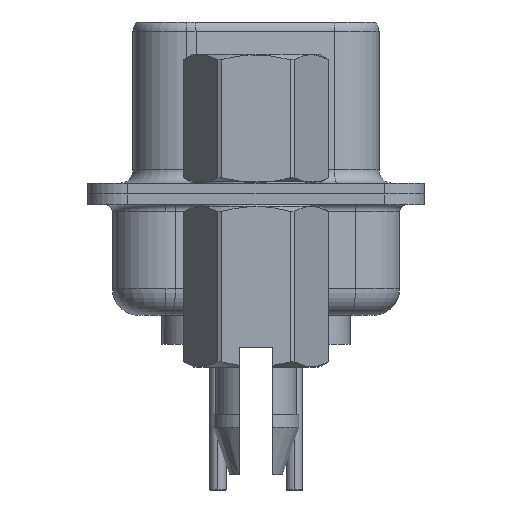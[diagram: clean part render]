
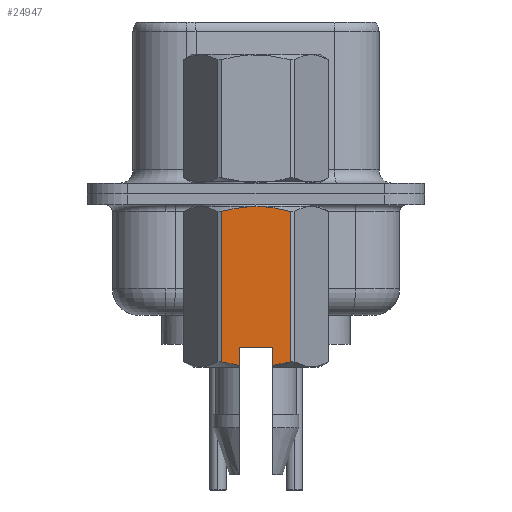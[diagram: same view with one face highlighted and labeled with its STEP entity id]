
A CAD part, left-side view. The second image highlights one B-rep face of the part: STEP entity #24947.
In plain terms, the highlighted planar face has unit normal (-1, 0, 0).
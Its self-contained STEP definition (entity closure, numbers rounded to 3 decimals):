
#925 = CARTESIAN_POINT ( 'NONE',  ( -2.381, 1.273, -0.652 ) ) ;
#950 = CARTESIAN_POINT ( 'NONE',  ( -2.381, -1.273, -0.652 ) ) ;
#1166 = CARTESIAN_POINT ( 'NONE',  ( -2.381, 1.273, -6.248 ) ) ;
#1199 = VERTEX_POINT ( 'NONE', #1166 ) ;
#1337 = LINE ( 'NONE', #29725, #28820 ) ;
#2279 = VERTEX_POINT ( 'NONE', #16041 ) ;
#2395 = CARTESIAN_POINT ( 'NONE',  ( -2.381, -0.625, -5.7 ) ) ;
#2580 = VERTEX_POINT ( 'NONE', #3144 ) ;
#2798 = CARTESIAN_POINT ( 'NONE',  ( -2.381, -1.273, -6.248 ) ) ;
#3144 = CARTESIAN_POINT ( 'NONE',  ( -2.381, 0., -0.468 ) ) ;
#3731 = B_SPLINE_CURVE_WITH_KNOTS ( 'NONE', 3,
 ( #26736, #12231, #22145, #2798 ),
 .UNSPECIFIED., .F., .F.,
 ( 4, 4 ),
 ( 0.003, 0.004 ),
 .UNSPECIFIED. ) ;
#4020 = CARTESIAN_POINT ( 'NONE',  ( -2.381, -0.428, -0.485 ) ) ;
#5178 = EDGE_CURVE ( 'NONE', #22672, #1199, #11791, .T. ) ;
#5476 = CARTESIAN_POINT ( 'NONE',  ( -2.381, -1.273, -6.248 ) ) ;
#6099 = LINE ( 'NONE', #14273, #22764 ) ;
#6385 = CARTESIAN_POINT ( 'NONE',  ( -2.381, -1.065, -0.596 ) ) ;
#6555 = DIRECTION ( 'NONE',  ( 0., 0., 1. ) ) ;
#8317 = DIRECTION ( 'NONE',  ( 0., 0., -1. ) ) ;
#9011 = DIRECTION ( 'NONE',  ( -1., 0., 0. ) ) ;
#9174 = ORIENTED_EDGE ( 'NONE', *, *, #5178, .T. ) ;
#9325 = CARTESIAN_POINT ( 'NONE',  ( -2.381, 1.273, -6.248 ) ) ;
#9485 = CARTESIAN_POINT ( 'NONE',  ( -2.381, 0.625, -6.385 ) ) ;
#9522 = VERTEX_POINT ( 'NONE', #29084 ) ;
#9578 = CARTESIAN_POINT ( 'NONE',  ( -2.381, 0., -0.468 ) ) ;
#9733 = CARTESIAN_POINT ( 'NONE',  ( -2.381, 0.858, -0.55 ) ) ;
#11791 = LINE ( 'NONE', #25664, #21342 ) ;
#12231 = CARTESIAN_POINT ( 'NONE',  ( -2.381, -0.842, -6.354 ) ) ;
#12659 = ORIENTED_EDGE ( 'NONE', *, *, #17170, .T. ) ;
#12763 = EDGE_CURVE ( 'NONE', #9522, #16154, #3731, .T. ) ;
#13118 = EDGE_CURVE ( 'NONE', #31125, #2580, #26670, .T. ) ;
#13490 = CARTESIAN_POINT ( 'NONE',  ( -2.381, -1.273, -0.652 ) ) ;
#13636 = CARTESIAN_POINT ( 'NONE',  ( -2.381, -0.215, -0.468 ) ) ;
#13725 = EDGE_CURVE ( 'NONE', #1199, #28234, #15724, .T. ) ;
#13917 = FACE_OUTER_BOUND ( 'NONE', #30521, .T. ) ;
#14273 = CARTESIAN_POINT ( 'NONE',  ( -2.381, -1.273, 0.581 ) ) ;
#14361 = ORIENTED_EDGE ( 'NONE', *, *, #28672, .T. ) ;
#14618 = ORIENTED_EDGE ( 'NONE', *, *, #24270, .F. ) ;
#15724 = B_SPLINE_CURVE_WITH_KNOTS ( 'NONE', 3,
 ( #9325, #31108, #18935, #9485 ),
 .UNSPECIFIED., .F., .F.,
 ( 4, 4 ),
 ( 0.001, 0.002 ),
 .UNSPECIFIED. ) ;
#16002 = CARTESIAN_POINT ( 'NONE',  ( -2.381, -0.853, -0.549 ) ) ;
#16041 = CARTESIAN_POINT ( 'NONE',  ( -2.381, 0.625, -5.7 ) ) ;
#16154 = VERTEX_POINT ( 'NONE', #5476 ) ;
#16566 = LINE ( 'NONE', #2395, #29062 ) ;
#16978 = VECTOR ( 'NONE', #8317, 1000. ) ;
#17170 = EDGE_CURVE ( 'NONE', #2580, #22672, #17905, .T. ) ;
#17800 = ORIENTED_EDGE ( 'NONE', *, *, #28275, .T. ) ;
#17905 = B_SPLINE_CURVE_WITH_KNOTS ( 'NONE', 3,
 ( #9578, #26923, #19186, #9733, #19345, #925 ),
 .UNSPECIFIED., .F., .F.,
 ( 4, 2, 4 ),
 ( 0.004, 0.004, 0.005 ),
 .UNSPECIFIED. ) ;
#17916 = CARTESIAN_POINT ( 'NONE',  ( -2.381, 0.625, -6.385 ) ) ;
#18473 = PLANE ( 'NONE',  #26525 ) ;
#18704 = DIRECTION ( 'NONE',  ( 0., 0., -1. ) ) ;
#18935 = CARTESIAN_POINT ( 'NONE',  ( -2.381, 0.845, -6.353 ) ) ;
#19186 = CARTESIAN_POINT ( 'NONE',  ( -2.381, 0.432, -0.485 ) ) ;
#19345 = CARTESIAN_POINT ( 'NONE',  ( -2.381, 1.066, -0.596 ) ) ;
#19477 = CARTESIAN_POINT ( 'NONE',  ( -2.381, 1.273, -0.652 ) ) ;
#21342 = VECTOR ( 'NONE', #18704, 1000. ) ;
#21586 = ORIENTED_EDGE ( 'NONE', *, *, #22278, .F. ) ;
#22145 = CARTESIAN_POINT ( 'NONE',  ( -2.381, -1.06, -6.306 ) ) ;
#22278 = EDGE_CURVE ( 'NONE', #31091, #2279, #16566, .T. ) ;
#22537 = ORIENTED_EDGE ( 'NONE', *, *, #13118, .T. ) ;
#22672 = VERTEX_POINT ( 'NONE', #19477 ) ;
#22764 = VECTOR ( 'NONE', #6555, 1000. ) ;
#23220 = CARTESIAN_POINT ( 'NONE',  ( -2.381, 0., -0.468 ) ) ;
#24270 = EDGE_CURVE ( 'NONE', #2279, #28234, #24561, .T. ) ;
#24561 = LINE ( 'NONE', #27235, #16978 ) ;
#24947 = ADVANCED_FACE ( 'NONE', ( #13917 ), #18473, .T. ) ;
#25196 = CARTESIAN_POINT ( 'NONE',  ( -2.381, -0.625, -5.7 ) ) ;
#25664 = CARTESIAN_POINT ( 'NONE',  ( -2.381, 1.273, 0.581 ) ) ;
#26049 = CARTESIAN_POINT ( 'NONE',  ( -2.381, -1.375, 7.399 ) ) ;
#26180 = DIRECTION ( 'NONE',  ( 0., 1., 0. ) ) ;
#26525 = AXIS2_PLACEMENT_3D ( 'NONE', #26049, #9011, #28113 ) ;
#26670 = B_SPLINE_CURVE_WITH_KNOTS ( 'NONE', 3,
 ( #13490, #6385, #16002, #4020, #13636, #23220 ),
 .UNSPECIFIED., .F., .F.,
 ( 4, 2, 4 ),
 ( 0.003, 0.003, 0.004 ),
 .UNSPECIFIED. ) ;
#26736 = CARTESIAN_POINT ( 'NONE',  ( -2.381, -0.625, -6.385 ) ) ;
#26923 = CARTESIAN_POINT ( 'NONE',  ( -2.381, 0.215, -0.468 ) ) ;
#27235 = CARTESIAN_POINT ( 'NONE',  ( -2.381, 0.625, -5.7 ) ) ;
#28113 = DIRECTION ( 'NONE',  ( 0., 0., 1. ) ) ;
#28234 = VERTEX_POINT ( 'NONE', #17916 ) ;
#28275 = EDGE_CURVE ( 'NONE', #16154, #31125, #6099, .T. ) ;
#28672 = EDGE_CURVE ( 'NONE', #31091, #9522, #1337, .T. ) ;
#28820 = VECTOR ( 'NONE', #30033, 1000. ) ;
#29062 = VECTOR ( 'NONE', #26180, 1000. ) ;
#29084 = CARTESIAN_POINT ( 'NONE',  ( -2.381, -0.625, -6.385 ) ) ;
#29340 = ORIENTED_EDGE ( 'NONE', *, *, #12763, .T. ) ;
#29725 = CARTESIAN_POINT ( 'NONE',  ( -2.381, -0.625, -5.7 ) ) ;
#30033 = DIRECTION ( 'NONE',  ( 0., 0., -1. ) ) ;
#30413 = ORIENTED_EDGE ( 'NONE', *, *, #13725, .T. ) ;
#30521 = EDGE_LOOP ( 'NONE', ( #14618, #21586, #14361, #29340, #17800, #22537, #12659, #9174, #30413 ) ) ;
#31091 = VERTEX_POINT ( 'NONE', #25196 ) ;
#31108 = CARTESIAN_POINT ( 'NONE',  ( -2.381, 1.06, -6.306 ) ) ;
#31125 = VERTEX_POINT ( 'NONE', #950 ) ;
